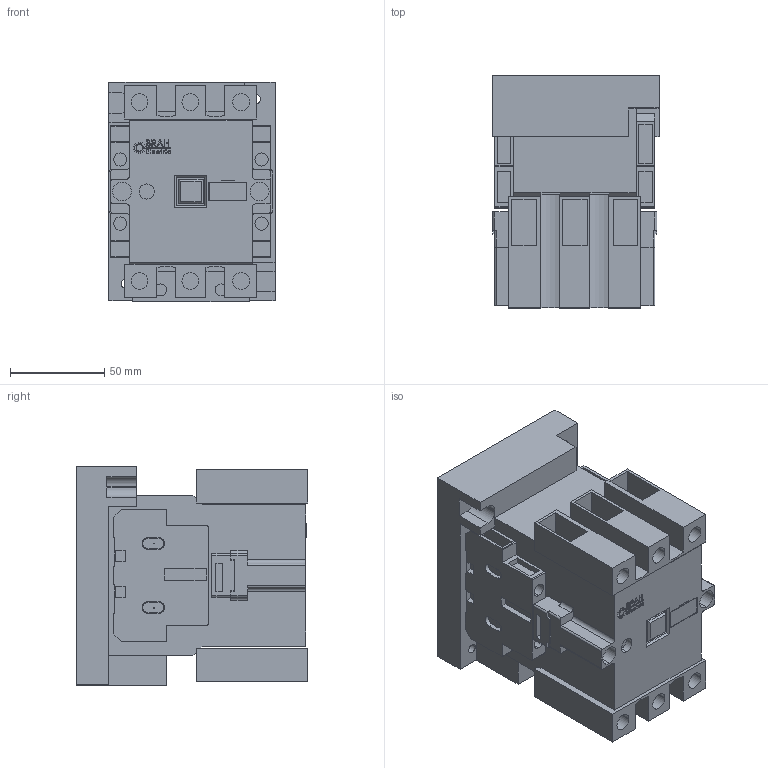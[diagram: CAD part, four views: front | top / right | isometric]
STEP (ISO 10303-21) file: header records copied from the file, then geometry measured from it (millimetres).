
FILE_DESCRIPTION (( 'STEP AP214' ), '1' );
FILE_NAME ('B3TF4722-0AP6-SLDPRT.STEP', '2014-05-13T08:47:28', ( '' ), ( '' ), 'SwSTEP 2.0', 'SolidWorks 2013', '' );
FILE_SCHEMA (( 'AUTOMOTIVE_DESIGN' ));
Length unit declared in the file: millimetre
Products named in the file (1): B3TF4722-0AP6-SLDPRT
Bounding box: 88.2 x 123 x 116.5 mm (x, y, z)
Volume: 785887.2 mm3; surface area: 130143.3 mm2
Topology: 1 solids, 1 shells, 734 faces, 1922 edges, 1268 vertices
Faces by surface type: plane 561, cylinder 123, bspline 50
Entity records: 24818 total; most frequent: CARTESIAN_POINT 6775, ORIENTED_EDGE 3844, DIRECTION 3438, EDGE_CURVE 1922, VECTOR 1576, LINE 1576, VERTEX_POINT 1268, AXIS2_PLACEMENT_3D 931
